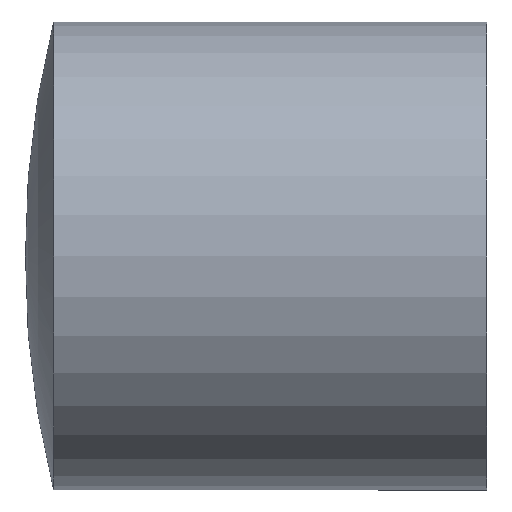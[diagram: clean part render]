
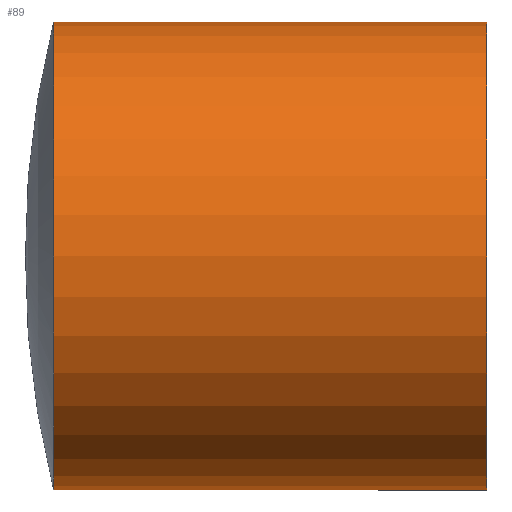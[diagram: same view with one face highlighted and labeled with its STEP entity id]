
A CAD part, left-side view. The second image highlights one B-rep face of the part: STEP entity #89.
In plain terms, the highlighted cylindrical face has radius 45 mm (diameter 90 mm), a partial arc.
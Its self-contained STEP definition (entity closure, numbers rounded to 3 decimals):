
#2 = AXIS2_PLACEMENT_3D ( 'NONE', #150, #241, #27 ) ;
#5 = DIRECTION ( 'NONE',  ( 0., -1., 0. ) ) ;
#10 = CARTESIAN_POINT ( 'NONE',  ( 0., 0., 45. ) ) ;
#22 = EDGE_CURVE ( 'NONE', #97, #128, #24, .T. ) ;
#24 = LINE ( 'NONE', #123, #95 ) ;
#27 = DIRECTION ( 'NONE',  ( 0., 0., -1. ) ) ;
#51 = CYLINDRICAL_SURFACE ( 'NONE', #2, 45. ) ;
#58 = DIRECTION ( 'NONE',  ( 0., 0., -1. ) ) ;
#63 = ORIENTED_EDGE ( 'NONE', *, *, #281, .T. ) ;
#75 = VECTOR ( 'NONE', #107, 1000. ) ;
#89 = ADVANCED_FACE ( 'NONE', ( #265 ), #51, .T. ) ;
#95 = VECTOR ( 'NONE', #221, 1000. ) ;
#97 = VERTEX_POINT ( 'NONE', #125 ) ;
#101 = DIRECTION ( 'NONE',  ( 0., 0., -1. ) ) ;
#107 = DIRECTION ( 'NONE',  ( 0., -1., 0. ) ) ;
#117 = CIRCLE ( 'NONE', #284, 45. ) ;
#123 = CARTESIAN_POINT ( 'NONE',  ( 0., 0., -45. ) ) ;
#125 = CARTESIAN_POINT ( 'NONE',  ( 0., 83.265, -45. ) ) ;
#128 = VERTEX_POINT ( 'NONE', #152 ) ;
#146 = EDGE_CURVE ( 'NONE', #189, #128, #290, .T. ) ;
#150 = CARTESIAN_POINT ( 'NONE',  ( 0., 0., 0. ) ) ;
#152 = CARTESIAN_POINT ( 'NONE',  ( 0., 0., -45. ) ) ;
#153 = CARTESIAN_POINT ( 'NONE',  ( 0., 0., 45. ) ) ;
#164 = ORIENTED_EDGE ( 'NONE', *, *, #267, .F. ) ;
#165 = AXIS2_PLACEMENT_3D ( 'NONE', #225, #5, #101 ) ;
#177 = CARTESIAN_POINT ( 'NONE',  ( 0., 83.265, 45. ) ) ;
#179 = CARTESIAN_POINT ( 'NONE',  ( 0., 83.265, 0. ) ) ;
#185 = ORIENTED_EDGE ( 'NONE', *, *, #146, .F. ) ;
#189 = VERTEX_POINT ( 'NONE', #153 ) ;
#210 = EDGE_LOOP ( 'NONE', ( #164, #63, #275, #185 ) ) ;
#220 = VERTEX_POINT ( 'NONE', #177 ) ;
#221 = DIRECTION ( 'NONE',  ( 0., -1., 0. ) ) ;
#225 = CARTESIAN_POINT ( 'NONE',  ( 0., 0., 0. ) ) ;
#228 = LINE ( 'NONE', #10, #75 ) ;
#241 = DIRECTION ( 'NONE',  ( 0., -1., 0. ) ) ;
#265 = FACE_OUTER_BOUND ( 'NONE', #210, .T. ) ;
#267 = EDGE_CURVE ( 'NONE', #220, #189, #228, .T. ) ;
#271 = DIRECTION ( 'NONE',  ( 0., -1., 0. ) ) ;
#275 = ORIENTED_EDGE ( 'NONE', *, *, #22, .T. ) ;
#281 = EDGE_CURVE ( 'NONE', #220, #97, #117, .T. ) ;
#284 = AXIS2_PLACEMENT_3D ( 'NONE', #179, #271, #58 ) ;
#290 = CIRCLE ( 'NONE', #165, 45. ) ;
